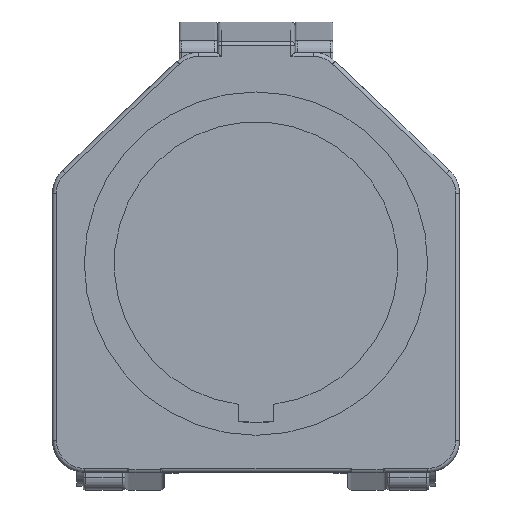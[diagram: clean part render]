
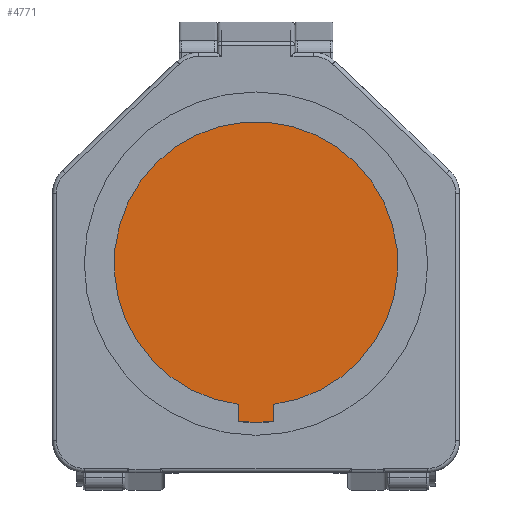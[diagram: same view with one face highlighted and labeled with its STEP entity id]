
A CAD part, front view. The second image highlights one B-rep face of the part: STEP entity #4771.
In plain terms, the highlighted planar face has unit normal (0, -1, 0).
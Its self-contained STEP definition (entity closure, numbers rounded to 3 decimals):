
#453=CARTESIAN_POINT('',(0.,11.7,0.));
#454=DIRECTION('',(0.,-1.,0.));
#455=DIRECTION('',(-1.,0.,0.));
#456=AXIS2_PLACEMENT_3D('',#453,#454,#455);
#458=CARTESIAN_POINT('',(0.,11.7,0.));
#459=DIRECTION('',(0.,-1.,0.));
#460=DIRECTION('',(1.,0.,0.));
#461=AXIS2_PLACEMENT_3D('',#458,#459,#460);
#3814=CARTESIAN_POINT('',(-12.5,11.7,0.));
#3815=CARTESIAN_POINT('',(12.5,11.7,0.));
#3816=VERTEX_POINT('',#3814);
#3817=VERTEX_POINT('',#3815);
#4762=CARTESIAN_POINT('',(0.,11.7,0.));
#4763=DIRECTION('',(0.,-1.,0.));
#4764=DIRECTION('',(-1.,0.,0.));
#4765=AXIS2_PLACEMENT_3D('',#4762,#4763,#4764);
#4766=PLANE('',#4765);
#4767=ORIENTED_EDGE('',*,*,#4728,.F.);
#4768=ORIENTED_EDGE('',*,*,#4749,.F.);
#4769=EDGE_LOOP('',(#4767,#4768));
#4770=FACE_OUTER_BOUND('',#4769,.F.);
#457=CIRCLE('',#456,12.5);
#462=CIRCLE('',#461,12.5);
#4728=EDGE_CURVE('',#3816,#3817,#457,.T.);
#4749=EDGE_CURVE('',#3817,#3816,#462,.T.);
#4771=ADVANCED_FACE('',(#4770),#4766,.T.);
